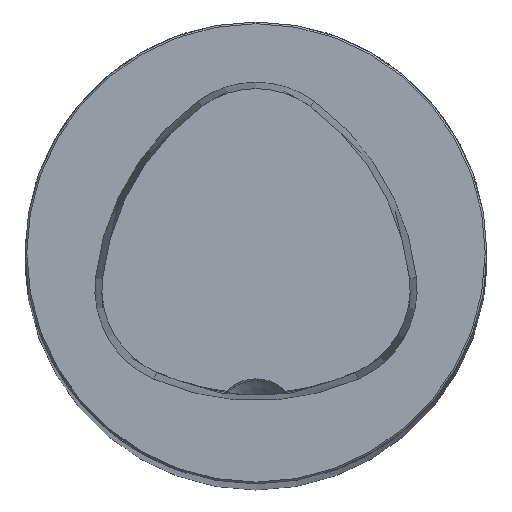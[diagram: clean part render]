
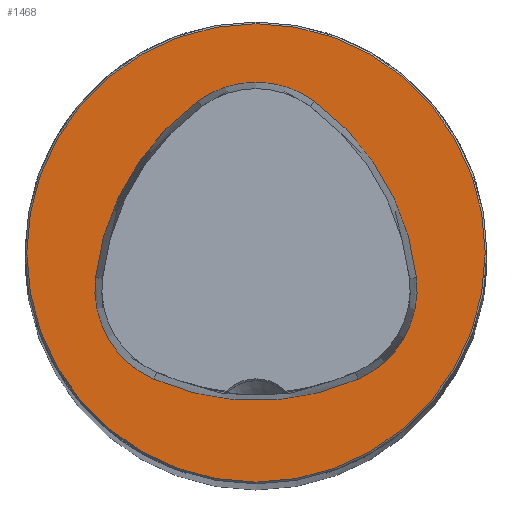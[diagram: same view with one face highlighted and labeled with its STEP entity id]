
A CAD part, top view. The second image highlights one B-rep face of the part: STEP entity #1468.
In plain terms, the highlighted planar face has unit normal (0, 0, 1).
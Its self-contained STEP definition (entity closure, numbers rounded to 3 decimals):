
#1468=ADVANCED_FACE('CU_FL_N1_SU_1',(#1928,#1929),#1783,.T.);
#1783=PLANE('',#5325);
#1928=FACE_BOUND('',#2036,.T.);
#1929=FACE_BOUND('',#2037,.T.);
#2036=EDGE_LOOP('',(#2442,#2443,#2444,#2445,#2446,#2447));
#2037=EDGE_LOOP('',(#2448));
#2442=ORIENTED_EDGE('',*,*,#4407,.F.);
#2443=ORIENTED_EDGE('',*,*,#4408,.F.);
#2444=ORIENTED_EDGE('',*,*,#4409,.F.);
#2445=ORIENTED_EDGE('',*,*,#4410,.F.);
#2446=ORIENTED_EDGE('',*,*,#4404,.F.);
#2447=ORIENTED_EDGE('',*,*,#4411,.F.);
#2448=ORIENTED_EDGE('',*,*,#4412,.T.);
#3920=VERTEX_POINT('',#7765);
#3921=VERTEX_POINT('',#7767);
#3923=VERTEX_POINT('',#7773);
#3924=VERTEX_POINT('',#7774);
#3925=VERTEX_POINT('',#7776);
#3926=VERTEX_POINT('',#7778);
#3927=VERTEX_POINT('',#7782);
#4404=EDGE_CURVE('',#3920,#3921,#5107,.T.);
#4407=EDGE_CURVE('',#3923,#3924,#5109,.T.);
#4408=EDGE_CURVE('',#3925,#3923,#5110,.T.);
#4409=EDGE_CURVE('',#3926,#3925,#5111,.T.);
#4410=EDGE_CURVE('',#3921,#3926,#5112,.T.);
#4411=EDGE_CURVE('',#3924,#3920,#5113,.T.);
#4412=EDGE_CURVE('',#3927,#3927,#5114,.T.);
#5107=CIRCLE('',#5316,44.075);
#5109=CIRCLE('',#5319,44.075);
#5110=CIRCLE('',#5320,17.075);
#5111=CIRCLE('',#5321,44.075);
#5112=CIRCLE('',#5322,17.075);
#5113=CIRCLE('',#5323,17.075);
#5114=CIRCLE('',#5324,39.7);
#5316=AXIS2_PLACEMENT_3D('',#7766,#5940,#5941);
#5319=AXIS2_PLACEMENT_3D('',#7772,#5947,#5948);
#5320=AXIS2_PLACEMENT_3D('',#7775,#5949,#5950);
#5321=AXIS2_PLACEMENT_3D('',#7777,#5951,#5952);
#5322=AXIS2_PLACEMENT_3D('',#7779,#5953,#5954);
#5323=AXIS2_PLACEMENT_3D('',#7780,#5955,#5956);
#5324=AXIS2_PLACEMENT_3D('',#7781,#5957,#5958);
#5325=AXIS2_PLACEMENT_3D('',#7783,#5959,#5960);
#5940=DIRECTION('',(0.,0.,1.));
#5941=DIRECTION('',(1.,0.,0.));
#5947=DIRECTION('',(0.,0.,1.));
#5948=DIRECTION('',(1.,0.,0.));
#5949=DIRECTION('',(0.,0.,1.));
#5950=DIRECTION('',(1.,0.,0.));
#5951=DIRECTION('',(0.,0.,1.));
#5952=DIRECTION('',(1.,0.,0.));
#5953=DIRECTION('',(0.,0.,1.));
#5954=DIRECTION('',(1.,0.,0.));
#5955=DIRECTION('',(0.,0.,1.));
#5956=DIRECTION('',(1.,0.,0.));
#5957=DIRECTION('',(0.,0.,1.));
#5958=DIRECTION('',(1.,0.,0.));
#5959=DIRECTION('',(0.,0.,1.));
#5960=DIRECTION('',(1.,0.,0.));
#7765=CARTESIAN_POINT('',(-17.691,-21.869,0.));
#7766=CARTESIAN_POINT('',(0.,18.5,0.));
#7767=CARTESIAN_POINT('',(17.691,-21.869,0.));
#7772=CARTESIAN_POINT('',(15.993,-9.254,0.));
#7773=CARTESIAN_POINT('',(-10.114,26.257,0.));
#7774=CARTESIAN_POINT('',(-27.805,-4.317,0.));
#7775=CARTESIAN_POINT('',(0.,12.5,0.));
#7776=CARTESIAN_POINT('',(10.114,26.257,0.));
#7777=CARTESIAN_POINT('',(-15.993,-9.254,0.));
#7778=CARTESIAN_POINT('',(27.805,-4.317,0.));
#7779=CARTESIAN_POINT('',(10.837,-6.23,0.));
#7780=CARTESIAN_POINT('',(-10.837,-6.23,0.));
#7781=CARTESIAN_POINT('',(0.,0.,0.));
#7782=CARTESIAN_POINT('',(39.7,0.,0.));
#7783=CARTESIAN_POINT('',(0.,0.,0.));
